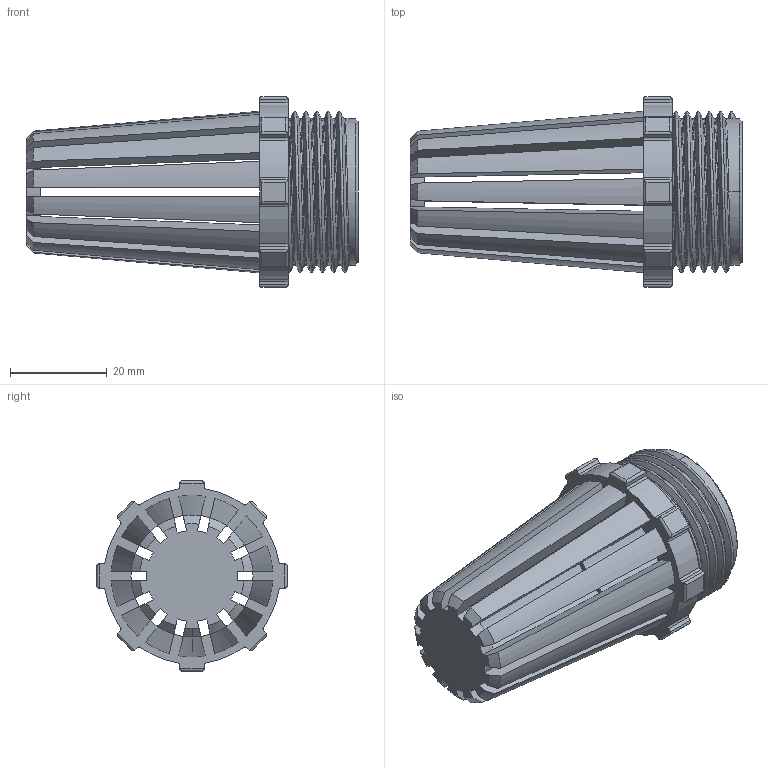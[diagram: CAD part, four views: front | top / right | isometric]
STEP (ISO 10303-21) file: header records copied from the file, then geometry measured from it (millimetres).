
FILE_DESCRIPTION (( 'STEP AP214' ), '1' );
FILE_NAME ('00173_0707.STEP', '2023-04-26T07:55:25', ( '' ), ( '' ), 'SwSTEP 2.0', 'SolidWorks 2022', '' );
FILE_SCHEMA (( 'AUTOMOTIVE_DESIGN' ));
Length unit declared in the file: millimetre
Products named in the file (1): 00173_0707
Bounding box: 68.8 x 39.5 x 39.5 mm (x, y, z)
Volume: 16452.6 mm3; surface area: 15673.6 mm2
Topology: 1 solids, 1 shells, 202 faces, 599 edges, 386 vertices
Faces by surface type: cylinder 88, plane 57, cone 49, bspline 5, torus 3
Entity records: 9851 total; most frequent: CARTESIAN_POINT 4634, ORIENTED_EDGE 1194, DIRECTION 1000, EDGE_CURVE 597, VERTEX_POINT 386, AXIS2_PLACEMENT_3D 368, VECTOR 264, LINE 264
